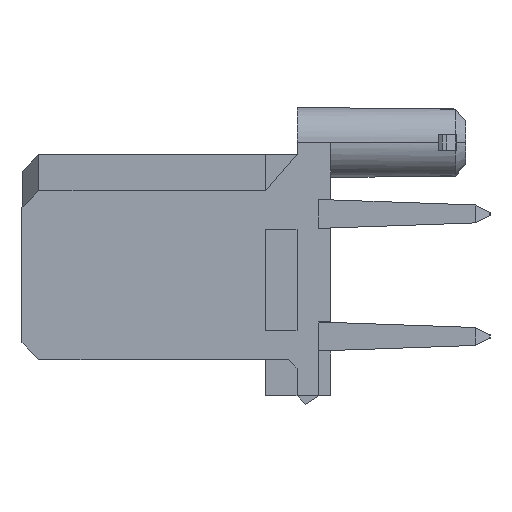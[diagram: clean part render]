
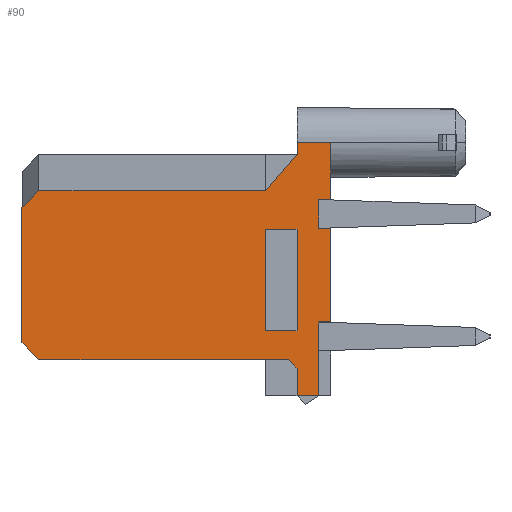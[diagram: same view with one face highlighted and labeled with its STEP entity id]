
A CAD part, left-side view. The second image highlights one B-rep face of the part: STEP entity #90.
In plain terms, the highlighted planar face has unit normal (-1, 0, 0).
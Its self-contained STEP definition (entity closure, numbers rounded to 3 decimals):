
#90=ADVANCED_FACE('',(#586,#587),#588,.F.);
#586=FACE_OUTER_BOUND('',#1549,.T.);
#587=FACE_BOUND('',#1550,.T.);
#588=PLANE('',#1551);
#1549=EDGE_LOOP('',(#2554,#2555,#2556,#2557,#2558,#2559,#2560,#2561,#2562,#2563,#2564,#2565,#2566,#2567,#2568,#2569,#2570,#2571));
#1550=EDGE_LOOP('',(#2572,#2573,#2574,#2575));
#1551=AXIS2_PLACEMENT_3D('',#2576,#2577,#2578);
#2554=ORIENTED_EDGE('',*,*,#6286,.T.);
#2555=ORIENTED_EDGE('',*,*,#6287,.F.);
#2556=ORIENTED_EDGE('',*,*,#6288,.F.);
#2557=ORIENTED_EDGE('',*,*,#6289,.T.);
#2558=ORIENTED_EDGE('',*,*,#6290,.T.);
#2559=ORIENTED_EDGE('',*,*,#6291,.F.);
#2560=ORIENTED_EDGE('',*,*,#6292,.F.);
#2561=ORIENTED_EDGE('',*,*,#6293,.F.);
#2562=ORIENTED_EDGE('',*,*,#6294,.T.);
#2563=ORIENTED_EDGE('',*,*,#6295,.F.);
#2564=ORIENTED_EDGE('',*,*,#6296,.F.);
#2565=ORIENTED_EDGE('',*,*,#6297,.F.);
#2566=ORIENTED_EDGE('',*,*,#6298,.F.);
#2567=ORIENTED_EDGE('',*,*,#6299,.F.);
#2568=ORIENTED_EDGE('',*,*,#6300,.F.);
#2569=ORIENTED_EDGE('',*,*,#6279,.T.);
#2570=ORIENTED_EDGE('',*,*,#6301,.T.);
#2571=ORIENTED_EDGE('',*,*,#6302,.F.);
#2572=ORIENTED_EDGE('',*,*,#6303,.F.);
#2573=ORIENTED_EDGE('',*,*,#6304,.T.);
#2574=ORIENTED_EDGE('',*,*,#6305,.T.);
#2575=ORIENTED_EDGE('',*,*,#6306,.F.);
#2576=CARTESIAN_POINT('',(-10.78,0.0,0.0));
#2577=DIRECTION('',(1.0,0.0,0.0));
#2578=DIRECTION('',(0.0,1.0,0.0));
#6279=EDGE_CURVE('',#7560,#7573,#7574,.T.);
#6286=EDGE_CURVE('',#7585,#7586,#7587,.T.);
#6287=EDGE_CURVE('',#7588,#7586,#7589,.T.);
#6288=EDGE_CURVE('',#7590,#7588,#7591,.T.);
#6289=EDGE_CURVE('',#7590,#7592,#7593,.T.);
#6290=EDGE_CURVE('',#7592,#7594,#7595,.T.);
#6291=EDGE_CURVE('',#7596,#7594,#7597,.T.);
#6292=EDGE_CURVE('',#7598,#7596,#7599,.T.);
#6293=EDGE_CURVE('',#7600,#7598,#7601,.T.);
#6294=EDGE_CURVE('',#7600,#7602,#7603,.T.);
#6295=EDGE_CURVE('',#7604,#7602,#7605,.T.);
#6296=EDGE_CURVE('',#7606,#7604,#7607,.T.);
#6297=EDGE_CURVE('',#7608,#7606,#7609,.T.);
#6298=EDGE_CURVE('',#7610,#7608,#7611,.T.);
#6299=EDGE_CURVE('',#7612,#7610,#7613,.T.);
#6300=EDGE_CURVE('',#7560,#7612,#7614,.T.);
#6301=EDGE_CURVE('',#7573,#7615,#7616,.T.);
#6302=EDGE_CURVE('',#7585,#7615,#7617,.T.);
#6303=EDGE_CURVE('',#7618,#7619,#7620,.T.);
#6304=EDGE_CURVE('',#7618,#7621,#7622,.T.);
#6305=EDGE_CURVE('',#7621,#7623,#7624,.T.);
#6306=EDGE_CURVE('',#7619,#7623,#7625,.T.);
#7560=VERTEX_POINT('',#9498);
#7573=VERTEX_POINT('',#9525);
#7574=LINE('',#9526,#9527);
#7585=VERTEX_POINT('',#9552);
#7586=VERTEX_POINT('',#9553);
#7587=LINE('',#9554,#9555);
#7588=VERTEX_POINT('',#9556);
#7589=LINE('',#9557,#9558);
#7590=VERTEX_POINT('',#9559);
#7591=LINE('',#9560,#9561);
#7592=VERTEX_POINT('',#9562);
#7593=LINE('',#9563,#9564);
#7594=VERTEX_POINT('',#9565);
#7595=LINE('',#9566,#9567);
#7596=VERTEX_POINT('',#9568);
#7597=LINE('',#9569,#9570);
#7598=VERTEX_POINT('',#9571);
#7599=LINE('',#9572,#9573);
#7600=VERTEX_POINT('',#9574);
#7601=LINE('',#9575,#9576);
#7602=VERTEX_POINT('',#9577);
#7603=LINE('',#9578,#9579);
#7604=VERTEX_POINT('',#9580);
#7605=LINE('',#9581,#9582);
#7606=VERTEX_POINT('',#9583);
#7607=LINE('',#9584,#9585);
#7608=VERTEX_POINT('',#9586);
#7609=LINE('',#9587,#9588);
#7610=VERTEX_POINT('',#9589);
#7611=LINE('',#9590,#9591);
#7612=VERTEX_POINT('',#9592);
#7613=LINE('',#9593,#9594);
#7614=LINE('',#9595,#9596);
#7615=VERTEX_POINT('',#9597);
#7616=LINE('',#9598,#9599);
#7617=LINE('',#9600,#9601);
#7618=VERTEX_POINT('',#9602);
#7619=VERTEX_POINT('',#9603);
#7620=LINE('',#9604,#9605);
#7621=VERTEX_POINT('',#9606);
#7622=LINE('',#9607,#9608);
#7623=VERTEX_POINT('',#9609);
#7624=LINE('',#9610,#9611);
#7625=LINE('',#9612,#9613);
#9498=CARTESIAN_POINT('',(-10.78,0.0,2.75));
#9525=CARTESIAN_POINT('',(-10.78,0.7,2.75));
#9526=CARTESIAN_POINT('',(-10.78,0.0,2.75));
#9527=VECTOR('',#12585,0.7);
#9552=CARTESIAN_POINT('',(-10.78,1.35,1.75));
#9553=CARTESIAN_POINT('',(-10.78,6.05,1.75));
#9554=CARTESIAN_POINT('',(-10.78,1.35,1.75));
#9555=VECTOR('',#12594,4.7);
#9556=CARTESIAN_POINT('',(-10.78,6.4,1.4));
#9557=CARTESIAN_POINT('',(-10.78,6.4,1.4));
#9558=VECTOR('',#12595,0.495);
#9559=CARTESIAN_POINT('',(-10.78,6.4,-1.4));
#9560=CARTESIAN_POINT('',(-10.78,6.4,-1.4));
#9561=VECTOR('',#12596,2.8);
#9562=CARTESIAN_POINT('',(-10.78,6.05,-1.75));
#9563=CARTESIAN_POINT('',(-10.78,6.4,-1.4));
#9564=VECTOR('',#12597,0.495);
#9565=CARTESIAN_POINT('',(-10.78,0.875,-1.75));
#9566=CARTESIAN_POINT('',(-10.78,6.05,-1.75));
#9567=VECTOR('',#12598,5.175);
#9568=CARTESIAN_POINT('',(-10.78,0.7,-1.925));
#9569=CARTESIAN_POINT('',(-10.78,0.7,-1.925));
#9570=VECTOR('',#12599,0.247);
#9571=CARTESIAN_POINT('',(-10.78,0.7,-2.5));
#9572=CARTESIAN_POINT('',(-10.78,0.7,-2.5));
#9573=VECTOR('',#12600,0.575);
#9574=CARTESIAN_POINT('',(-10.78,0.25,-2.5));
#9575=CARTESIAN_POINT('',(-10.78,0.25,-2.5));
#9576=VECTOR('',#12601,0.45);
#9577=CARTESIAN_POINT('',(-10.78,0.25,-0.97));
#9578=CARTESIAN_POINT('',(-10.78,0.25,-2.5));
#9579=VECTOR('',#12602,1.53);
#9580=CARTESIAN_POINT('',(-10.78,0.0,-0.97));
#9581=CARTESIAN_POINT('',(-10.78,0.0,-0.97));
#9582=VECTOR('',#12603,0.25);
#9583=CARTESIAN_POINT('',(-10.78,0.0,0.97));
#9584=CARTESIAN_POINT('',(-10.78,0.0,0.97));
#9585=VECTOR('',#12604,1.94);
#9586=CARTESIAN_POINT('',(-10.78,0.25,0.97));
#9587=CARTESIAN_POINT('',(-10.78,0.25,0.97));
#9588=VECTOR('',#12605,0.25);
#9589=CARTESIAN_POINT('',(-10.78,0.25,1.57));
#9590=CARTESIAN_POINT('',(-10.78,0.25,1.57));
#9591=VECTOR('',#12606,0.6);
#9592=CARTESIAN_POINT('',(-10.78,0.0,1.57));
#9593=CARTESIAN_POINT('',(-10.78,0.0,1.57));
#9594=VECTOR('',#12607,0.25);
#9595=CARTESIAN_POINT('',(-10.78,0.0,2.75));
#9596=VECTOR('',#12608,1.18);
#9597=CARTESIAN_POINT('',(-10.78,0.7,2.5));
#9598=CARTESIAN_POINT('',(-10.78,0.7,2.75));
#9599=VECTOR('',#12609,0.25);
#9600=CARTESIAN_POINT('',(-10.78,1.35,1.75));
#9601=VECTOR('',#12610,0.992);
#9602=CARTESIAN_POINT('',(-10.78,0.7,0.95));
#9603=CARTESIAN_POINT('',(-10.78,1.35,0.95));
#9604=CARTESIAN_POINT('',(-10.78,0.7,0.95));
#9605=VECTOR('',#12611,0.65);
#9606=CARTESIAN_POINT('',(-10.78,0.7,-1.15));
#9607=CARTESIAN_POINT('',(-10.78,0.7,0.95));
#9608=VECTOR('',#12612,2.1);
#9609=CARTESIAN_POINT('',(-10.78,1.35,-1.15));
#9610=CARTESIAN_POINT('',(-10.78,0.7,-1.15));
#9611=VECTOR('',#12613,0.65);
#9612=CARTESIAN_POINT('',(-10.78,1.35,0.95));
#9613=VECTOR('',#12614,2.1);
#12585=DIRECTION('',(0.0,1.,0.));
#12594=DIRECTION('',(0.0,1.0,0.0));
#12595=DIRECTION('',(0.0,-0.707,0.707));
#12596=DIRECTION('',(0.0,0.0,1.0));
#12597=DIRECTION('',(0.0,-0.707,-0.707));
#12598=DIRECTION('',(0.0,-1.0,0.0));
#12599=DIRECTION('',(0.0,0.707,0.707));
#12600=DIRECTION('',(0.0,0.0,1.0));
#12601=DIRECTION('',(0.0,1.0,0.0));
#12602=DIRECTION('',(0.0,0.0,1.0));
#12603=DIRECTION('',(0.0,1.0,0.0));
#12604=DIRECTION('',(0.0,0.0,-1.0));
#12605=DIRECTION('',(0.0,-1.0,0.0));
#12606=DIRECTION('',(0.0,0.0,-1.0));
#12607=DIRECTION('',(0.0,1.0,0.0));
#12608=DIRECTION('',(0.0,0.0,-1.0));
#12609=DIRECTION('',(0.0,0.0,-1.0));
#12610=DIRECTION('',(0.0,-0.655,0.756));
#12611=DIRECTION('',(0.0,1.0,0.0));
#12612=DIRECTION('',(0.0,0.0,-1.0));
#12613=DIRECTION('',(0.0,1.0,0.0));
#12614=DIRECTION('',(0.0,0.0,-1.0));
